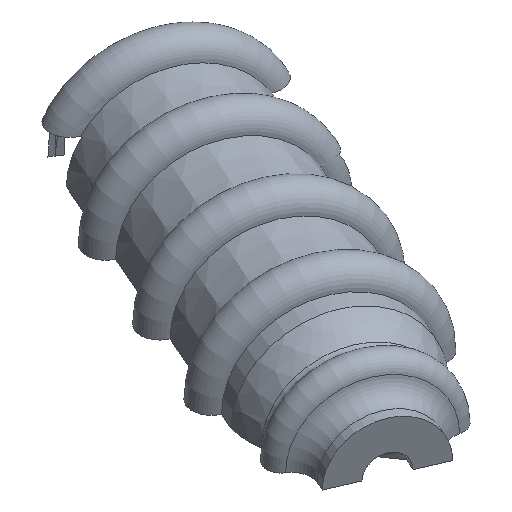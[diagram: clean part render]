
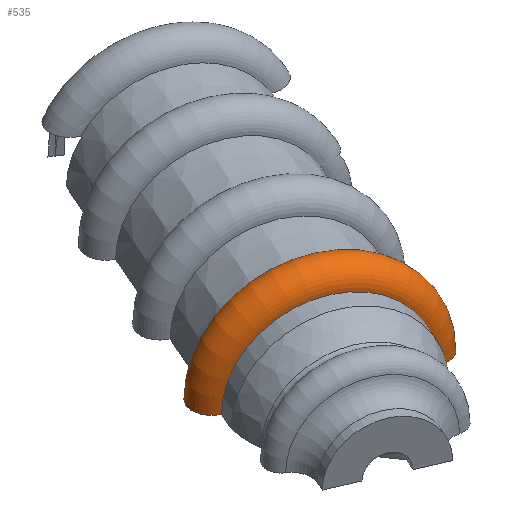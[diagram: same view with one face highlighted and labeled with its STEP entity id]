
A CAD part, isometric view. The second image highlights one B-rep face of the part: STEP entity #535.
In plain terms, the highlighted toroidal (fillet/blend) face has major radius 12.745 mm and minor radius 3 mm.
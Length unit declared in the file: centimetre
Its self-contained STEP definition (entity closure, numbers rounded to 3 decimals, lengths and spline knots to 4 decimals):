
#33=TOROIDAL_SURFACE('',#599,1.2745,0.3);
#59=FACE_OUTER_BOUND('',#89,.T.);
#89=EDGE_LOOP('',(#406,#407,#408,#409));
#120=CIRCLE('',#583,0.3);
#125=CIRCLE('',#588,0.3);
#133=CIRCLE('',#598,1.2735);
#134=CIRCLE('',#600,1.2755);
#228=VERTEX_POINT('',#846);
#229=VERTEX_POINT('',#848);
#243=VERTEX_POINT('',#876);
#244=VERTEX_POINT('',#878);
#286=EDGE_CURVE('',#229,#228,#120,.T.);
#301=EDGE_CURVE('',#244,#243,#125,.T.);
#312=EDGE_CURVE('',#244,#228,#133,.T.);
#313=EDGE_CURVE('',#243,#229,#134,.T.);
#406=ORIENTED_EDGE('',*,*,#286,.T.);
#407=ORIENTED_EDGE('',*,*,#312,.F.);
#408=ORIENTED_EDGE('',*,*,#301,.T.);
#409=ORIENTED_EDGE('',*,*,#313,.T.);
#535=ADVANCED_FACE('',(#59),#33,.T.);
#583=AXIS2_PLACEMENT_3D('',#849,#671,#672);
#588=AXIS2_PLACEMENT_3D('',#879,#691,#692);
#598=AXIS2_PLACEMENT_3D('',#898,#714,#715);
#599=AXIS2_PLACEMENT_3D('',#899,#716,#717);
#600=AXIS2_PLACEMENT_3D('',#900,#718,#719);
#671=DIRECTION('center_axis',(0.,0.,1.));
#672=DIRECTION('ref_axis',(-0.916,0.402,0.));
#691=DIRECTION('center_axis',(0.,0.,1.));
#692=DIRECTION('ref_axis',(0.916,-0.402,0.));
#714=DIRECTION('center_axis',(-0.402,-0.916,0.));
#715=DIRECTION('ref_axis',(0.916,-0.402,0.));
#716=DIRECTION('center_axis',(-0.402,-0.916,0.));
#717=DIRECTION('ref_axis',(0.,0.,1.));
#718=DIRECTION('center_axis',(-0.402,-0.916,0.));
#719=DIRECTION('ref_axis',(0.916,-0.402,0.));
#846=CARTESIAN_POINT('',(0.5762,6.306,0.));
#848=CARTESIAN_POINT('',(0.8156,6.8562,0.));
#849=CARTESIAN_POINT('Origin',(0.6959,6.5811,0.));
#876=CARTESIAN_POINT('',(3.1514,5.8306,0.));
#878=CARTESIAN_POINT('',(2.9083,5.282,0.));
#879=CARTESIAN_POINT('Origin',(3.0299,5.5563,0.));
#898=CARTESIAN_POINT('Origin',(1.7423,5.794,0.));
#899=CARTESIAN_POINT('Origin',(1.8629,6.0687,0.));
#900=CARTESIAN_POINT('Origin',(1.9835,6.3434,0.));
